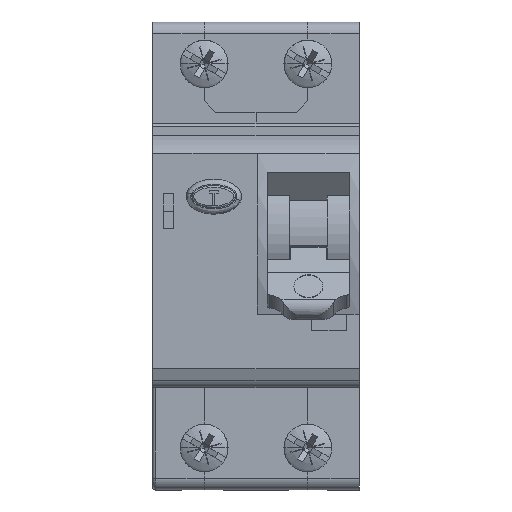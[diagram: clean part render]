
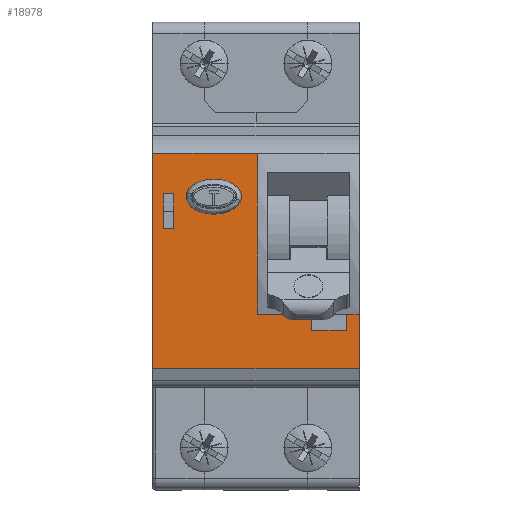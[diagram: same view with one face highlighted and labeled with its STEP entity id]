
A CAD part, top view. The second image highlights one B-rep face of the part: STEP entity #18978.
In plain terms, the highlighted planar face has unit normal (0, 0, 1).
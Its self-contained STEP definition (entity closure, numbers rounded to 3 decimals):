
#366 = CARTESIAN_POINT ( 'NONE',  ( 0.25, -10.05, 68. ) ) ;
#771 = VECTOR ( 'NONE', #22678, 1000. ) ;
#1346 = ORIENTED_EDGE ( 'NONE', *, *, #32008, .F. ) ;
#1652 = VECTOR ( 'NONE', #10945, 1000. ) ;
#2469 = CARTESIAN_POINT ( 'NONE',  ( -2.5, 10.15, 68. ) ) ;
#2680 = ORIENTED_EDGE ( 'NONE', *, *, #33838, .F. ) ;
#3011 = CARTESIAN_POINT ( 'NONE',  ( -12., 10.15, 68. ) ) ;
#3154 = EDGE_CURVE ( 'NONE', #30635, #40213, #15159, .T. ) ;
#3460 = VERTEX_POINT ( 'NONE', #6906 ) ;
#4487 = CARTESIAN_POINT ( 'NONE',  ( 17.75, -10.05, 68. ) ) ;
#5099 = CARTESIAN_POINT ( 'NONE',  ( -17.75, -19.428, 68. ) ) ;
#5187 = EDGE_LOOP ( 'NONE', ( #18248, #14376, #2680, #12685, #1346, #6872, #10529, #9997, #31787, #41071 ) ) ;
#6028 = CARTESIAN_POINT ( 'NONE',  ( 15.55, -10.05, 68. ) ) ;
#6161 = DIRECTION ( 'NONE',  ( 1., 0., 0. ) ) ;
#6288 = ORIENTED_EDGE ( 'NONE', *, *, #41646, .F. ) ;
#6389 = EDGE_LOOP ( 'NONE', ( #6288, #16566 ) ) ;
#6872 = ORIENTED_EDGE ( 'NONE', *, *, #3154, .T. ) ;
#6906 = CARTESIAN_POINT ( 'NONE',  ( 15.55, -12.85, 68. ) ) ;
#8163 = LINE ( 'NONE', #12238, #11919 ) ;
#8164 = DIRECTION ( 'NONE',  ( -1., 0., 0. ) ) ;
#8853 = VERTEX_POINT ( 'NONE', #21661 ) ;
#8914 = CARTESIAN_POINT ( 'NONE',  ( 9.55, -10.05, 68. ) ) ;
#8933 = VERTEX_POINT ( 'NONE', #8914 ) ;
#9997 = ORIENTED_EDGE ( 'NONE', *, *, #32160, .T. ) ;
#10458 = CARTESIAN_POINT ( 'NONE',  ( -2.5, 10.15, 68. ) ) ;
#10529 = ORIENTED_EDGE ( 'NONE', *, *, #32321, .T. ) ;
#10945 = DIRECTION ( 'NONE',  ( 0., -1., 0. ) ) ;
#11919 = VECTOR ( 'NONE', #37424, 1000. ) ;
#12237 =( BOUNDED_CURVE ( )  B_SPLINE_CURVE ( 3, ( #2469, #43469, #42756, #21434 ),
 .UNSPECIFIED., .F., .F. ) 
 B_SPLINE_CURVE_WITH_KNOTS ( ( 4, 4 ),
 ( 0., 3.142 ),
 .UNSPECIFIED. ) 
 CURVE ( )  GEOMETRIC_REPRESENTATION_ITEM ( )  RATIONAL_B_SPLINE_CURVE ( ( 1., 0.333, 0.333, 1. ) ) 
 REPRESENTATION_ITEM ( '' )  );
#12238 = CARTESIAN_POINT ( 'NONE',  ( 9.55, -10.05, 68. ) ) ;
#12633 = CARTESIAN_POINT ( 'NONE',  ( -17.75, 17.65, 68. ) ) ;
#12685 = ORIENTED_EDGE ( 'NONE', *, *, #24063, .F. ) ;
#13563 = DIRECTION ( 'NONE',  ( -1., 0., 0. ) ) ;
#13749 = AXIS2_PLACEMENT_3D ( 'NONE', #30833, #24341, #13563 ) ;
#14324 = LINE ( 'NONE', #366, #771 ) ;
#14376 = ORIENTED_EDGE ( 'NONE', *, *, #35409, .F. ) ;
#14620 = VERTEX_POINT ( 'NONE', #4487 ) ;
#15159 = LINE ( 'NONE', #36980, #46758 ) ;
#15376 = LINE ( 'NONE', #29781, #39317 ) ;
#15945 = LINE ( 'NONE', #22679, #34618 ) ;
#16566 = ORIENTED_EDGE ( 'NONE', *, *, #41311, .F. ) ;
#17076 = LINE ( 'NONE', #27171, #46182 ) ;
#17527 = CARTESIAN_POINT ( 'NONE',  ( 0.25, -10.05, 68. ) ) ;
#18248 = ORIENTED_EDGE ( 'NONE', *, *, #21850, .F. ) ;
#18352 = CARTESIAN_POINT ( 'NONE',  ( 0.25, 17.65, 68. ) ) ;
#18978 = ADVANCED_FACE ( 'NONE', ( #38249, #42308 ), #24100, .F. ) ;
#20342 = VERTEX_POINT ( 'NONE', #6028 ) ;
#21434 = CARTESIAN_POINT ( 'NONE',  ( -12., 10.15, 68. ) ) ;
#21661 = CARTESIAN_POINT ( 'NONE',  ( 17.75, -19.428, 68. ) ) ;
#21850 = EDGE_CURVE ( 'NONE', #20342, #14620, #14324, .T. ) ;
#22478 = VECTOR ( 'NONE', #47177, 1000. ) ;
#22678 = DIRECTION ( 'NONE',  ( 1., 0., 0. ) ) ;
#22679 = CARTESIAN_POINT ( 'NONE',  ( 17.75, 17.65, 68. ) ) ;
#23088 = VECTOR ( 'NONE', #6161, 1000. ) ;
#23563 = DIRECTION ( 'NONE',  ( 1., 0., 0. ) ) ;
#24063 = EDGE_CURVE ( 'NONE', #8933, #38315, #8163, .T. ) ;
#24100 = PLANE ( 'NONE',  #13749 ) ;
#24341 = DIRECTION ( 'NONE',  ( 0., 0., -1. ) ) ;
#24908 = LINE ( 'NONE', #42878, #22478 ) ;
#27041 = VECTOR ( 'NONE', #32496, 1000. ) ;
#27171 = CARTESIAN_POINT ( 'NONE',  ( 15.55, -12.85, 68. ) ) ;
#27527 = CARTESIAN_POINT ( 'NONE',  ( 0.25, -10.05, 68. ) ) ;
#28484 = LINE ( 'NONE', #43791, #1652 ) ;
#29781 = CARTESIAN_POINT ( 'NONE',  ( 17.75, -19.428, 68. ) ) ;
#30635 = VERTEX_POINT ( 'NONE', #17527 ) ;
#30833 = CARTESIAN_POINT ( 'NONE',  ( 17.75, 17.65, 68. ) ) ;
#31787 = ORIENTED_EDGE ( 'NONE', *, *, #34020, .F. ) ;
#32008 = EDGE_CURVE ( 'NONE', #30635, #8933, #38533, .T. ) ;
#32160 = EDGE_CURVE ( 'NONE', #41179, #47179, #28484, .T. ) ;
#32262 = LINE ( 'NONE', #36093, #27041 ) ;
#32321 = EDGE_CURVE ( 'NONE', #40213, #41179, #15945, .T. ) ;
#32466 = VERTEX_POINT ( 'NONE', #45891 ) ;
#32496 = DIRECTION ( 'NONE',  ( 0., -1., 0. ) ) ;
#32939 = DIRECTION ( 'NONE',  ( 0., 1., 0. ) ) ;
#33262 = CARTESIAN_POINT ( 'NONE',  ( 9.55, -12.85, 68. ) ) ;
#33587 = EDGE_CURVE ( 'NONE', #14620, #8853, #32262, .T. ) ;
#33838 = EDGE_CURVE ( 'NONE', #38315, #3460, #17076, .T. ) ;
#34020 = EDGE_CURVE ( 'NONE', #8853, #47179, #15376, .T. ) ;
#34618 = VECTOR ( 'NONE', #40889, 1000. ) ;
#35409 = EDGE_CURVE ( 'NONE', #3460, #20342, #24908, .T. ) ;
#36093 = CARTESIAN_POINT ( 'NONE',  ( 17.75, 17.65, 68. ) ) ;
#36980 = CARTESIAN_POINT ( 'NONE',  ( 0.25, -10.05, 68. ) ) ;
#37424 = DIRECTION ( 'NONE',  ( 0., -1., 0. ) ) ;
#38249 = FACE_BOUND ( 'NONE', #6389, .T. ) ;
#38315 = VERTEX_POINT ( 'NONE', #33262 ) ;
#38533 = LINE ( 'NONE', #27527, #23088 ) ;
#38567 =( BOUNDED_CURVE ( )  B_SPLINE_CURVE ( 3, ( #3011, #39703, #43298, #10458 ),
 .UNSPECIFIED., .F., .F. ) 
 B_SPLINE_CURVE_WITH_KNOTS ( ( 4, 4 ),
 ( 3.142, 6.283 ),
 .UNSPECIFIED. ) 
 CURVE ( )  GEOMETRIC_REPRESENTATION_ITEM ( )  RATIONAL_B_SPLINE_CURVE ( ( 1., 0.333, 0.333, 1. ) ) 
 REPRESENTATION_ITEM ( '' )  );
#39317 = VECTOR ( 'NONE', #8164, 1000. ) ;
#39703 = CARTESIAN_POINT ( 'NONE',  ( -12., 4.15, 68. ) ) ;
#40213 = VERTEX_POINT ( 'NONE', #18352 ) ;
#40889 = DIRECTION ( 'NONE',  ( -1., 0., 0. ) ) ;
#41071 = ORIENTED_EDGE ( 'NONE', *, *, #33587, .F. ) ;
#41179 = VERTEX_POINT ( 'NONE', #12633 ) ;
#41311 = EDGE_CURVE ( 'NONE', #32466, #42911, #38567, .T. ) ;
#41646 = EDGE_CURVE ( 'NONE', #42911, #32466, #12237, .T. ) ;
#42308 = FACE_OUTER_BOUND ( 'NONE', #5187, .T. ) ;
#42756 = CARTESIAN_POINT ( 'NONE',  ( -12., 16.15, 68. ) ) ;
#42878 = CARTESIAN_POINT ( 'NONE',  ( 15.55, -10.05, 68. ) ) ;
#42911 = VERTEX_POINT ( 'NONE', #44610 ) ;
#43298 = CARTESIAN_POINT ( 'NONE',  ( -2.5, 4.15, 68. ) ) ;
#43469 = CARTESIAN_POINT ( 'NONE',  ( -2.5, 16.15, 68. ) ) ;
#43791 = CARTESIAN_POINT ( 'NONE',  ( -17.75, 17.65, 68. ) ) ;
#44610 = CARTESIAN_POINT ( 'NONE',  ( -2.5, 10.15, 68. ) ) ;
#45891 = CARTESIAN_POINT ( 'NONE',  ( -12., 10.15, 68. ) ) ;
#46182 = VECTOR ( 'NONE', #23563, 1000. ) ;
#46758 = VECTOR ( 'NONE', #32939, 1000. ) ;
#47177 = DIRECTION ( 'NONE',  ( 0., 1., 0. ) ) ;
#47179 = VERTEX_POINT ( 'NONE', #5099 ) ;
